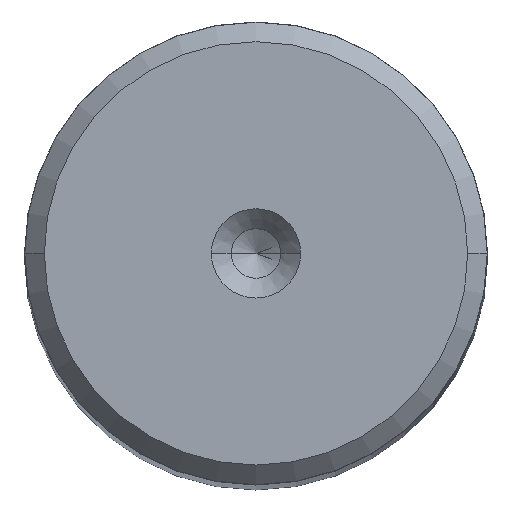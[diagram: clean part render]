
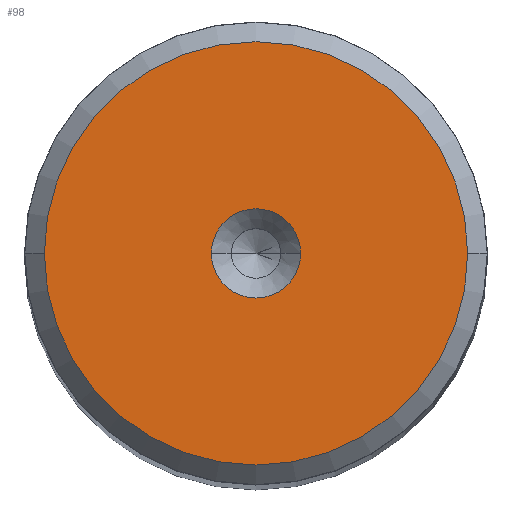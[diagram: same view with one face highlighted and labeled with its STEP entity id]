
A CAD part, top view. The second image highlights one B-rep face of the part: STEP entity #98.
In plain terms, the highlighted planar face has unit normal (0, 0, 1).
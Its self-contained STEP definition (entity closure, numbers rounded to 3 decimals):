
#18 = VERTEX_POINT ( 'NONE', #1012 ) ;
#90 = DIRECTION ( 'NONE',  ( 0., 0., 1. ) ) ;
#98 = ADVANCED_FACE ( 'NONE', ( #864, #611 ), #1730, .T. ) ;
#173 = EDGE_LOOP ( 'NONE', ( #1168, #1532 ) ) ;
#272 = VERTEX_POINT ( 'NONE', #1081 ) ;
#283 = CARTESIAN_POINT ( 'NONE',  ( 0., 0., 180. ) ) ;
#382 = AXIS2_PLACEMENT_3D ( 'NONE', #283, #685, #2343 ) ;
#385 = DIRECTION ( 'NONE',  ( 0., 0., 1. ) ) ;
#611 = FACE_OUTER_BOUND ( 'NONE', #1128, .T. ) ;
#685 = DIRECTION ( 'NONE',  ( 0., 0., 1. ) ) ;
#691 = VERTEX_POINT ( 'NONE', #2001 ) ;
#820 = AXIS2_PLACEMENT_3D ( 'NONE', #2231, #385, #2679 ) ;
#840 = ORIENTED_EDGE ( 'NONE', *, *, #1428, .T. ) ;
#864 = FACE_BOUND ( 'NONE', #173, .T. ) ;
#889 = DIRECTION ( 'NONE',  ( 0., 0., 1. ) ) ;
#1000 = CIRCLE ( 'NONE', #2449, 12.812 ) ;
#1012 = CARTESIAN_POINT ( 'NONE',  ( -2.7, 0., 180. ) ) ;
#1081 = CARTESIAN_POINT ( 'NONE',  ( 12.812, 0., 180. ) ) ;
#1098 = DIRECTION ( 'NONE',  ( 1., 0., 0. ) ) ;
#1128 = EDGE_LOOP ( 'NONE', ( #2615, #840 ) ) ;
#1168 = ORIENTED_EDGE ( 'NONE', *, *, #2202, .F. ) ;
#1196 = CIRCLE ( 'NONE', #382, 12.812 ) ;
#1227 = CARTESIAN_POINT ( 'NONE',  ( 2.7, 0., 180. ) ) ;
#1267 = VERTEX_POINT ( 'NONE', #1227 ) ;
#1428 = EDGE_CURVE ( 'NONE', #272, #691, #1196, .T. ) ;
#1492 = CIRCLE ( 'NONE', #820, 2.7 ) ;
#1532 = ORIENTED_EDGE ( 'NONE', *, *, #2538, .F. ) ;
#1585 = CIRCLE ( 'NONE', #1597, 2.7 ) ;
#1597 = AXIS2_PLACEMENT_3D ( 'NONE', #2139, #889, #1098 ) ;
#1691 = EDGE_CURVE ( 'NONE', #691, #272, #1000, .T. ) ;
#1695 = DIRECTION ( 'NONE',  ( 1., 0., 0. ) ) ;
#1730 = PLANE ( 'NONE',  #1775 ) ;
#1744 = DIRECTION ( 'NONE',  ( 1., 0., 0. ) ) ;
#1775 = AXIS2_PLACEMENT_3D ( 'NONE', #2377, #1962, #1744 ) ;
#1962 = DIRECTION ( 'NONE',  ( 0., 0., 1. ) ) ;
#2001 = CARTESIAN_POINT ( 'NONE',  ( -12.812, 0., 180. ) ) ;
#2139 = CARTESIAN_POINT ( 'NONE',  ( 0., 0., 180. ) ) ;
#2149 = CARTESIAN_POINT ( 'NONE',  ( 0., 0., 180. ) ) ;
#2202 = EDGE_CURVE ( 'NONE', #1267, #18, #1585, .T. ) ;
#2231 = CARTESIAN_POINT ( 'NONE',  ( 0., 0., 180. ) ) ;
#2343 = DIRECTION ( 'NONE',  ( 1., 0., 0. ) ) ;
#2377 = CARTESIAN_POINT ( 'NONE',  ( 0., 0., 180. ) ) ;
#2449 = AXIS2_PLACEMENT_3D ( 'NONE', #2149, #90, #1695 ) ;
#2538 = EDGE_CURVE ( 'NONE', #18, #1267, #1492, .T. ) ;
#2615 = ORIENTED_EDGE ( 'NONE', *, *, #1691, .T. ) ;
#2679 = DIRECTION ( 'NONE',  ( 1., 0., 0. ) ) ;
